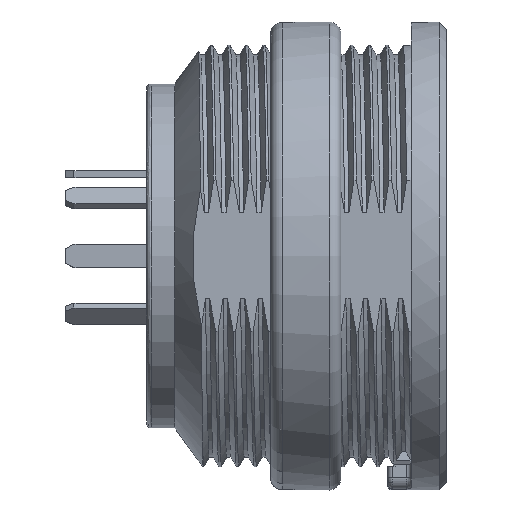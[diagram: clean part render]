
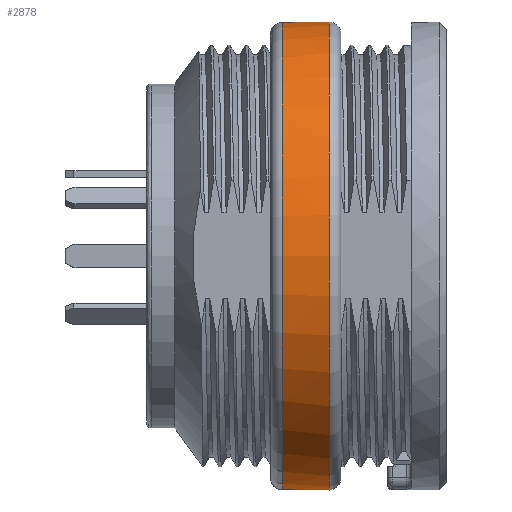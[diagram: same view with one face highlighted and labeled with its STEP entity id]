
A CAD part, top view. The second image highlights one B-rep face of the part: STEP entity #2878.
In plain terms, the highlighted cylindrical face has radius 10 mm (diameter 20 mm), a full revolution.
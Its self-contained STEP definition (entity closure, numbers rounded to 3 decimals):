
#2195=FACE_BOUND('',#4139,.T.);
#2196=FACE_BOUND('',#4140,.T.);
#2878=ADVANCED_FACE('',(#2195,#2196),#3088,.T.);
#3088=CYLINDRICAL_SURFACE('',#12368,10.);
#4139=EDGE_LOOP('',(#8095));
#4140=EDGE_LOOP('',(#8096,#8097,#8098,#8099,#8100,#8101,#8102,#8103));
#4947=LINE('',#18990,#5709);
#4951=LINE('',#19009,#5713);
#4955=LINE('',#19065,#5717);
#4961=LINE('',#19152,#5723);
#5709=VECTOR('',#14070,1.);
#5713=VECTOR('',#14076,1.);
#5717=VECTOR('',#14082,1.);
#5723=VECTOR('',#14090,1.);
#8095=ORIENTED_EDGE('',*,*,#11235,.F.);
#8096=ORIENTED_EDGE('',*,*,#11176,.F.);
#8097=ORIENTED_EDGE('',*,*,#11196,.T.);
#8098=ORIENTED_EDGE('',*,*,#11190,.T.);
#8099=ORIENTED_EDGE('',*,*,#11236,.T.);
#8100=ORIENTED_EDGE('',*,*,#11166,.F.);
#8101=ORIENTED_EDGE('',*,*,#11237,.T.);
#8102=ORIENTED_EDGE('',*,*,#11160,.T.);
#8103=ORIENTED_EDGE('',*,*,#11238,.T.);
#9749=VERTEX_POINT('',#18989);
#9750=VERTEX_POINT('',#18991);
#9755=VERTEX_POINT('',#19008);
#9756=VERTEX_POINT('',#19010);
#9764=VERTEX_POINT('',#19064);
#9765=VERTEX_POINT('',#19066);
#9776=VERTEX_POINT('',#19151);
#9777=VERTEX_POINT('',#19153);
#9799=VERTEX_POINT('',#19761);
#11160=EDGE_CURVE('',#9750,#9749,#4947,.T.);
#11166=EDGE_CURVE('',#9755,#9756,#4951,.T.);
#11176=EDGE_CURVE('',#9764,#9765,#4955,.T.);
#11190=EDGE_CURVE('',#9777,#9776,#4961,.T.);
#11196=EDGE_CURVE('',#9764,#9777,#11836,.T.);
#11235=EDGE_CURVE('',#9799,#9799,#11837,.T.);
#11236=EDGE_CURVE('',#9776,#9756,#11838,.T.);
#11237=EDGE_CURVE('',#9755,#9750,#11839,.T.);
#11238=EDGE_CURVE('',#9749,#9765,#11840,.T.);
#11836=CIRCLE('',#12362,10.);
#11837=CIRCLE('',#12364,10.);
#11838=CIRCLE('',#12365,10.);
#11839=CIRCLE('',#12366,10.);
#11840=CIRCLE('',#12367,10.);
#12362=AXIS2_PLACEMENT_3D('',#19172,#14095,#14096);
#12364=AXIS2_PLACEMENT_3D('',#19760,#14099,#14100);
#12365=AXIS2_PLACEMENT_3D('',#19762,#14101,#14102);
#12366=AXIS2_PLACEMENT_3D('',#19763,#14103,#14104);
#12367=AXIS2_PLACEMENT_3D('',#19764,#14105,#14106);
#12368=AXIS2_PLACEMENT_3D('',#19765,#14107,#14108);
#14070=DIRECTION('',(-1.,0.,0.));
#14076=DIRECTION('',(-1.,0.,0.));
#14082=DIRECTION('',(-1.,0.,0.));
#14090=DIRECTION('',(-1.,0.,0.));
#14095=DIRECTION('',(1.,0.,0.));
#14096=DIRECTION('',(0.,1.,0.));
#14099=DIRECTION('',(1.,0.,0.));
#14100=DIRECTION('',(0.,1.,0.));
#14101=DIRECTION('',(1.,0.,0.));
#14102=DIRECTION('',(0.,1.,0.));
#14103=DIRECTION('',(1.,0.,0.));
#14104=DIRECTION('',(0.,1.,0.));
#14105=DIRECTION('',(1.,0.,0.));
#14106=DIRECTION('',(0.,1.,0.));
#14107=DIRECTION('',(1.,0.,0.));
#14108=DIRECTION('',(0.,1.,0.));
#18989=CARTESIAN_POINT('',(1.15,-9.982,-0.6));
#18990=CARTESIAN_POINT('',(1.65,-9.982,-0.6));
#18991=CARTESIAN_POINT('',(1.65,-9.982,-0.6));
#19008=CARTESIAN_POINT('',(1.65,-9.982,0.6));
#19009=CARTESIAN_POINT('',(1.65,-9.982,0.6));
#19010=CARTESIAN_POINT('',(1.15,-9.982,0.6));
#19064=CARTESIAN_POINT('',(1.65,9.982,-0.6));
#19065=CARTESIAN_POINT('',(1.65,9.982,-0.6));
#19066=CARTESIAN_POINT('',(1.15,9.982,-0.6));
#19151=CARTESIAN_POINT('',(1.15,9.982,0.6));
#19152=CARTESIAN_POINT('',(3.65,9.982,0.6));
#19153=CARTESIAN_POINT('',(1.65,9.982,0.6));
#19172=CARTESIAN_POINT('',(1.65,0.,0.));
#19760=CARTESIAN_POINT('',(3.15,0.,0.));
#19761=CARTESIAN_POINT('',(3.15,10.,0.));
#19762=CARTESIAN_POINT('',(1.15,0.,0.));
#19763=CARTESIAN_POINT('',(1.65,0.,0.));
#19764=CARTESIAN_POINT('',(1.15,0.,0.));
#19765=CARTESIAN_POINT('',(3.65,0.,0.));
